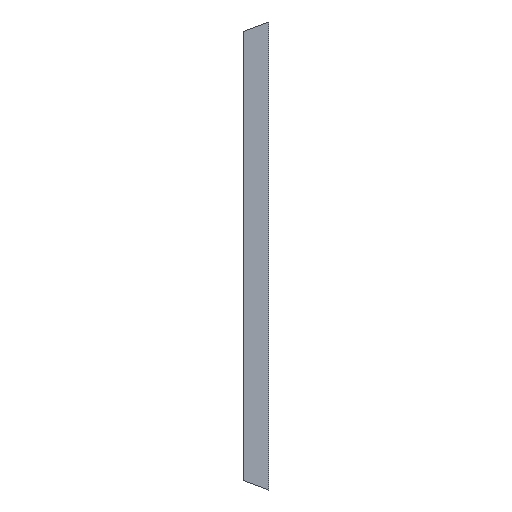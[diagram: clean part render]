
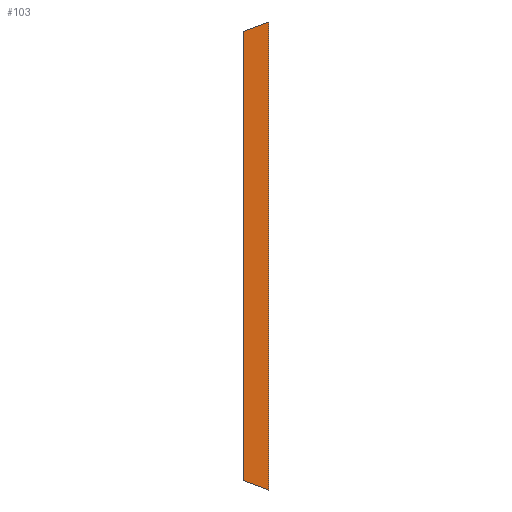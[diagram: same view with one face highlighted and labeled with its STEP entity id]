
A CAD part, left-side view. The second image highlights one B-rep face of the part: STEP entity #103.
In plain terms, the highlighted free-form (B-spline) face has degree [1, 1] with [2, 2] control points.
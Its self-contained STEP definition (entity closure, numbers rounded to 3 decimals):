
#5 = B_SPLINE_CURVE_WITH_KNOTS ( 'NONE', 1,
 ( #122, #31 ),
 .UNSPECIFIED., .F., .F.,
 ( 2, 2 ),
 ( 0., 1. ),
 .UNSPECIFIED. ) ;
#20 = VERTEX_POINT ( 'NONE', #214 ) ;
#31 = CARTESIAN_POINT ( 'NONE',  ( 26.043, 102.811, 400.712 ) ) ;
#33 = B_SPLINE_SURFACE_WITH_KNOTS ( 'NONE', 1, 1, ( 
 ( #114, #180 ),
 ( #44, #60 ) ),
 .UNSPECIFIED., .F., .F., .F.,
 ( 2, 2 ),
 ( 2, 2 ),
 ( 0., 1. ),
 ( 0., 1. ),
 .UNSPECIFIED. ) ;
#38 = B_SPLINE_CURVE_WITH_KNOTS ( 'NONE', 1,
 ( #179, #53 ),
 .UNSPECIFIED., .F., .F.,
 ( 2, 2 ),
 ( 0., 1. ),
 .UNSPECIFIED. ) ;
#41 = VERTEX_POINT ( 'NONE', #81 ) ;
#44 = CARTESIAN_POINT ( 'NONE',  ( 26.043, 102.811, 352.26 ) ) ;
#48 = EDGE_LOOP ( 'NONE', ( #116, #111, #149, #207 ) ) ;
#52 = CARTESIAN_POINT ( 'NONE',  ( 26.043, 2.811, 363.389 ) ) ;
#53 = CARTESIAN_POINT ( 'NONE',  ( 26.043, 2.811, 2218.159 ) ) ;
#58 = B_SPLINE_CURVE_WITH_KNOTS ( 'NONE', 1,
 ( #153, #129 ),
 .UNSPECIFIED., .F., .F.,
 ( 2, 2 ),
 ( 0., 1. ),
 .UNSPECIFIED. ) ;
#60 = CARTESIAN_POINT ( 'NONE',  ( 26.043, 102.811, 2229.288 ) ) ;
#67 = EDGE_CURVE ( 'NONE', #183, #20, #58, .T. ) ;
#71 = B_SPLINE_CURVE_WITH_KNOTS ( 'NONE', 1,
 ( #96, #100 ),
 .UNSPECIFIED., .F., .F.,
 ( 2, 2 ),
 ( 0., 1. ),
 .UNSPECIFIED. ) ;
#81 = CARTESIAN_POINT ( 'NONE',  ( 26.043, 2.811, 2218.159 ) ) ;
#96 = CARTESIAN_POINT ( 'NONE',  ( 26.043, 2.811, 2218.159 ) ) ;
#100 = CARTESIAN_POINT ( 'NONE',  ( 26.043, 2.811, 363.389 ) ) ;
#103 = ADVANCED_FACE ( 'NONE', ( #152 ), #33, .F. ) ;
#111 = ORIENTED_EDGE ( 'NONE', *, *, #204, .F. ) ;
#114 = CARTESIAN_POINT ( 'NONE',  ( 26.043, 2.811, 352.26 ) ) ;
#116 = ORIENTED_EDGE ( 'NONE', *, *, #67, .F. ) ;
#121 = EDGE_CURVE ( 'NONE', #41, #168, #71, .T. ) ;
#122 = CARTESIAN_POINT ( 'NONE',  ( 26.043, 2.811, 363.389 ) ) ;
#129 = CARTESIAN_POINT ( 'NONE',  ( 26.043, 102.811, 2180.836 ) ) ;
#149 = ORIENTED_EDGE ( 'NONE', *, *, #121, .F. ) ;
#152 = FACE_OUTER_BOUND ( 'NONE', #48, .T. ) ;
#153 = CARTESIAN_POINT ( 'NONE',  ( 26.043, 102.811, 400.712 ) ) ;
#157 = EDGE_CURVE ( 'NONE', #20, #41, #38, .T. ) ;
#168 = VERTEX_POINT ( 'NONE', #52 ) ;
#179 = CARTESIAN_POINT ( 'NONE',  ( 26.043, 102.811, 2180.836 ) ) ;
#180 = CARTESIAN_POINT ( 'NONE',  ( 26.043, 2.811, 2229.288 ) ) ;
#183 = VERTEX_POINT ( 'NONE', #186 ) ;
#186 = CARTESIAN_POINT ( 'NONE',  ( 26.043, 102.811, 400.712 ) ) ;
#204 = EDGE_CURVE ( 'NONE', #168, #183, #5, .T. ) ;
#207 = ORIENTED_EDGE ( 'NONE', *, *, #157, .F. ) ;
#214 = CARTESIAN_POINT ( 'NONE',  ( 26.043, 102.811, 2180.836 ) ) ;
